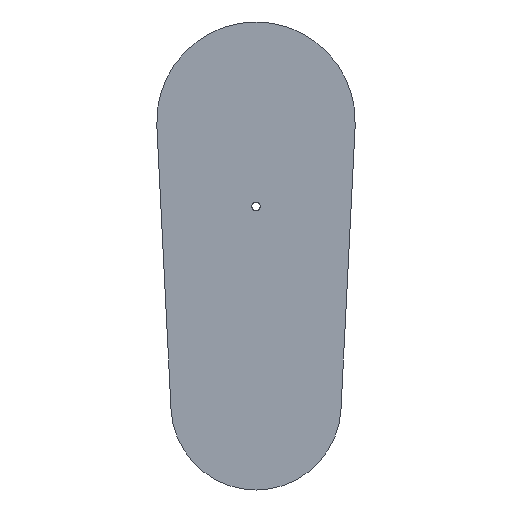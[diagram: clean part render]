
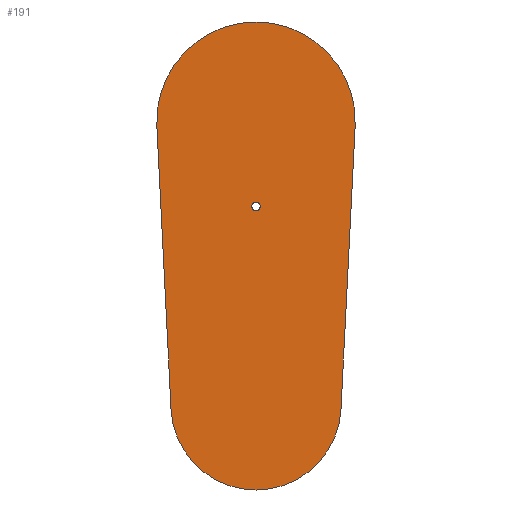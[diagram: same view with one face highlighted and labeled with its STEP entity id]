
A CAD part, front view. The second image highlights one B-rep face of the part: STEP entity #191.
In plain terms, the highlighted planar face has unit normal (0, -1, 0).
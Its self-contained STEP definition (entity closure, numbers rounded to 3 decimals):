
#22 = DIRECTION ( 'NONE',  ( 0., 1., 0. ) ) ;
#83 = CIRCLE ( 'NONE', #1147, 1.5 ) ;
#107 = EDGE_CURVE ( 'NONE', #281, #131, #329, .T. ) ;
#122 = DIRECTION ( 'NONE',  ( 0., 1., 0. ) ) ;
#124 = ORIENTED_EDGE ( 'NONE', *, *, #633, .F. ) ;
#127 = EDGE_LOOP ( 'NONE', ( #648, #124, #475, #1172, #404 ) ) ;
#131 = VERTEX_POINT ( 'NONE', #1068 ) ;
#148 = EDGE_LOOP ( 'NONE', ( #1070, #478 ) ) ;
#159 = VERTEX_POINT ( 'NONE', #305 ) ;
#180 = AXIS2_PLACEMENT_3D ( 'NONE', #971, #122, #490 ) ;
#191 = ADVANCED_FACE ( 'NONE', ( #1188, #713 ), #213, .F. ) ;
#196 = CARTESIAN_POINT ( 'NONE',  ( 0., 0., 0. ) ) ;
#205 = DIRECTION ( 'NONE',  ( 0., 0., 1. ) ) ;
#213 = PLANE ( 'NONE',  #180 ) ;
#217 = CARTESIAN_POINT ( 'NONE',  ( 0., 0., 30. ) ) ;
#237 = AXIS2_PLACEMENT_3D ( 'NONE', #217, #1044, #205 ) ;
#251 = LINE ( 'NONE', #732, #572 ) ;
#263 = DIRECTION ( 'NONE',  ( 0., 1., 0. ) ) ;
#281 = VERTEX_POINT ( 'NONE', #932 ) ;
#288 = EDGE_CURVE ( 'NONE', #159, #741, #1067, .T. ) ;
#305 = CARTESIAN_POINT ( 'NONE',  ( -34.956, 0., 28.25 ) ) ;
#308 = DIRECTION ( 'NONE',  ( 0., 0., 1. ) ) ;
#329 = CIRCLE ( 'NONE', #1180, 1.5 ) ;
#334 = CARTESIAN_POINT ( 'NONE',  ( 34.956, 0., 28.25 ) ) ;
#349 = AXIS2_PLACEMENT_3D ( 'NONE', #1111, #263, #1041 ) ;
#356 = DIRECTION ( 'NONE',  ( 0., 0., -1. ) ) ;
#404 = ORIENTED_EDGE ( 'NONE', *, *, #1158, .F. ) ;
#446 = VERTEX_POINT ( 'NONE', #1066 ) ;
#475 = ORIENTED_EDGE ( 'NONE', *, *, #804, .F. ) ;
#478 = ORIENTED_EDGE ( 'NONE', *, *, #107, .T. ) ;
#490 = DIRECTION ( 'NONE',  ( 0., 0., 1. ) ) ;
#572 = VECTOR ( 'NONE', #642, 1000. ) ;
#625 = CARTESIAN_POINT ( 'NONE',  ( 0., 0., 0. ) ) ;
#633 = EDGE_CURVE ( 'NONE', #926, #1077, #985, .T. ) ;
#636 = CARTESIAN_POINT ( 'NONE',  ( 29.962, 0., -71.5 ) ) ;
#642 = DIRECTION ( 'NONE',  ( -0.05, 0., 0.999 ) ) ;
#648 = ORIENTED_EDGE ( 'NONE', *, *, #1091, .F. ) ;
#670 = CIRCLE ( 'NONE', #1088, 30. ) ;
#713 = FACE_OUTER_BOUND ( 'NONE', #127, .T. ) ;
#732 = CARTESIAN_POINT ( 'NONE',  ( -29.962, 0., -71.5 ) ) ;
#741 = VERTEX_POINT ( 'NONE', #1036 ) ;
#771 = CIRCLE ( 'NONE', #237, 35. ) ;
#797 = EDGE_CURVE ( 'NONE', #131, #281, #83, .T. ) ;
#804 = EDGE_CURVE ( 'NONE', #741, #926, #771, .T. ) ;
#826 = DIRECTION ( 'NONE',  ( 0., 1., 0. ) ) ;
#837 = CARTESIAN_POINT ( 'NONE',  ( 0., 0., -70. ) ) ;
#896 = DIRECTION ( 'NONE',  ( 0., 0., 1. ) ) ;
#910 = VECTOR ( 'NONE', #938, 1000. ) ;
#926 = VERTEX_POINT ( 'NONE', #334 ) ;
#932 = CARTESIAN_POINT ( 'NONE',  ( 0., 0., 1.5 ) ) ;
#938 = DIRECTION ( 'NONE',  ( -0.05, 0., -0.999 ) ) ;
#971 = CARTESIAN_POINT ( 'NONE',  ( 0., 0., 0. ) ) ;
#977 = DIRECTION ( 'NONE',  ( 0., 1., 0. ) ) ;
#985 = LINE ( 'NONE', #1101, #910 ) ;
#1036 = CARTESIAN_POINT ( 'NONE',  ( 0., 0., 65. ) ) ;
#1041 = DIRECTION ( 'NONE',  ( 0., 0., 1. ) ) ;
#1044 = DIRECTION ( 'NONE',  ( 0., 1., 0. ) ) ;
#1066 = CARTESIAN_POINT ( 'NONE',  ( -29.962, 0., -71.5 ) ) ;
#1067 = CIRCLE ( 'NONE', #349, 35. ) ;
#1068 = CARTESIAN_POINT ( 'NONE',  ( 0., 0., -1.5 ) ) ;
#1070 = ORIENTED_EDGE ( 'NONE', *, *, #797, .T. ) ;
#1077 = VERTEX_POINT ( 'NONE', #636 ) ;
#1088 = AXIS2_PLACEMENT_3D ( 'NONE', #837, #826, #356 ) ;
#1091 = EDGE_CURVE ( 'NONE', #1077, #446, #670, .T. ) ;
#1101 = CARTESIAN_POINT ( 'NONE',  ( 29.962, 0., -71.5 ) ) ;
#1111 = CARTESIAN_POINT ( 'NONE',  ( 0., 0., 30. ) ) ;
#1147 = AXIS2_PLACEMENT_3D ( 'NONE', #196, #22, #308 ) ;
#1158 = EDGE_CURVE ( 'NONE', #446, #159, #251, .T. ) ;
#1172 = ORIENTED_EDGE ( 'NONE', *, *, #288, .F. ) ;
#1180 = AXIS2_PLACEMENT_3D ( 'NONE', #625, #977, #896 ) ;
#1188 = FACE_BOUND ( 'NONE', #148, .T. ) ;
